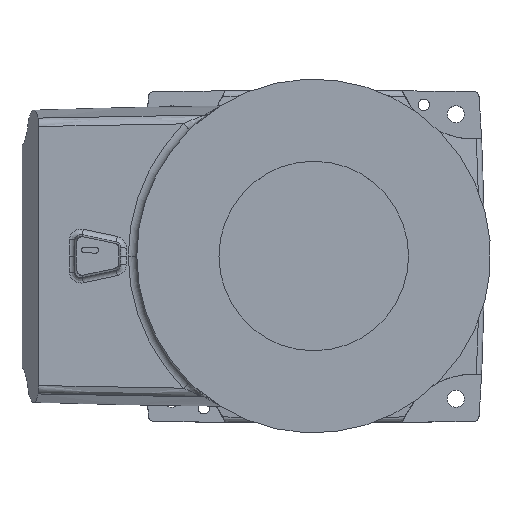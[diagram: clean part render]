
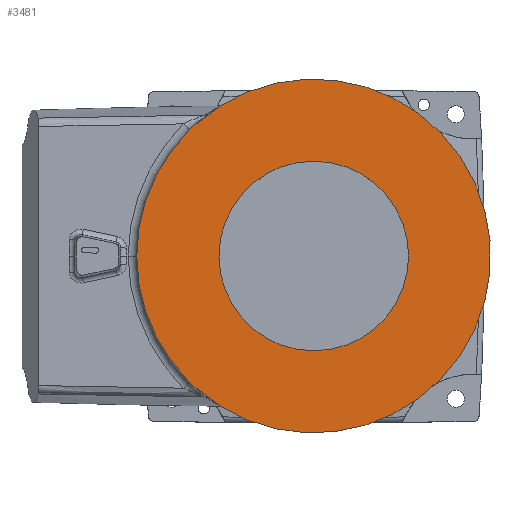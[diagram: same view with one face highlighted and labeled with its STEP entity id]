
A CAD part, top view. The second image highlights one B-rep face of the part: STEP entity #3481.
In plain terms, the highlighted planar face has unit normal (0, 0, 1).
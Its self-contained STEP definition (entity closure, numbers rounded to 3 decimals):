
#154 = EDGE_CURVE ( 'NONE', #7531, #4395, #8355, .T. ) ;
#266 = DIRECTION ( 'NONE',  ( 1., 0., 0. ) ) ;
#271 = DIRECTION ( 'NONE',  ( 1., 0., 0. ) ) ;
#449 = DIRECTION ( 'NONE',  ( 0., 0., 1. ) ) ;
#717 = CARTESIAN_POINT ( 'NONE',  ( -62.089, -69.636, 184. ) ) ;
#728 = AXIS2_PLACEMENT_3D ( 'NONE', #3679, #5718, #271 ) ;
#798 = CARTESIAN_POINT ( 'NONE',  ( 60., 0., 184. ) ) ;
#924 = CARTESIAN_POINT ( 'NONE',  ( -65.487, 66.508, 184. ) ) ;
#946 = CARTESIAN_POINT ( 'NONE',  ( -64.215, 67.717, 184. ) ) ;
#1072 = VERTEX_POINT ( 'NONE', #2630 ) ;
#1377 = DIRECTION ( 'NONE',  ( 0., 0., -1. ) ) ;
#1450 = DIRECTION ( 'NONE',  ( -1., 0., 0. ) ) ;
#1978 = CARTESIAN_POINT ( 'NONE',  ( 0., 0., 184. ) ) ;
#2229 = EDGE_CURVE ( 'NONE', #6463, #6559, #11593, .T. ) ;
#2321 = VERTEX_POINT ( 'NONE', #924 ) ;
#2348 = CARTESIAN_POINT ( 'NONE',  ( 0., 0., 184. ) ) ;
#2376 = EDGE_CURVE ( 'NONE', #2321, #7531, #9524, .T. ) ;
#2447 = AXIS2_PLACEMENT_3D ( 'NONE', #1978, #7570, #266 ) ;
#2458 = B_SPLINE_CURVE_WITH_KNOTS ( 'NONE', 3,
 ( #11592, #10818, #9865, #717 ),
 .UNSPECIFIED., .F., .F.,
 ( 4, 4 ),
 ( 0., 1. ),
 .UNSPECIFIED. ) ;
#2630 = CARTESIAN_POINT ( 'NONE',  ( 50., 0., 184. ) ) ;
#2860 = CARTESIAN_POINT ( 'NONE',  ( -64.362, 67.581, 184. ) ) ;
#2870 = EDGE_CURVE ( 'NONE', #4395, #6559, #2458, .T. ) ;
#3039 = CIRCLE ( 'NONE', #2447, 50. ) ;
#3170 = CARTESIAN_POINT ( 'NONE',  ( 0., 0., 184. ) ) ;
#3274 = EDGE_CURVE ( 'NONE', #6463, #2321, #8877, .T. ) ;
#3481 = ADVANCED_FACE ( 'NONE', ( #11670, #4513 ), #9831, .T. ) ;
#3679 = CARTESIAN_POINT ( 'NONE',  ( 0., 0., 184. ) ) ;
#3799 = AXIS2_PLACEMENT_3D ( 'NONE', #798, #9051, #10839 ) ;
#3892 = EDGE_LOOP ( 'NONE', ( #10430, #10553, #9196, #5560, #7891 ) ) ;
#4395 = VERTEX_POINT ( 'NONE', #8907 ) ;
#4513 = FACE_OUTER_BOUND ( 'NONE', #3892, .T. ) ;
#4544 = CARTESIAN_POINT ( 'NONE',  ( -64.383, 67.562, 184. ) ) ;
#5020 = CARTESIAN_POINT ( 'NONE',  ( -62.089, 69.636, 184. ) ) ;
#5162 = CARTESIAN_POINT ( 'NONE',  ( -50., 0., 184. ) ) ;
#5387 = CARTESIAN_POINT ( 'NONE',  ( -64.335, 67.606, 184. ) ) ;
#5560 = ORIENTED_EDGE ( 'NONE', *, *, #2870, .T. ) ;
#5690 = DIRECTION ( 'NONE',  ( 1., 0., 0. ) ) ;
#5718 = DIRECTION ( 'NONE',  ( 0., 0., -1. ) ) ;
#6390 = CARTESIAN_POINT ( 'NONE',  ( -63.668, 68.22, 184. ) ) ;
#6453 = AXIS2_PLACEMENT_3D ( 'NONE', #3170, #1377, #5690 ) ;
#6463 = VERTEX_POINT ( 'NONE', #5020 ) ;
#6513 = CARTESIAN_POINT ( 'NONE',  ( -64.373, 67.571, 184. ) ) ;
#6559 = VERTEX_POINT ( 'NONE', #11788 ) ;
#6583 = EDGE_CURVE ( 'NONE', #1072, #11734, #3039, .T. ) ;
#6618 = CIRCLE ( 'NONE', #6453, 50. ) ;
#7300 = CARTESIAN_POINT ( 'NONE',  ( -64.37, 67.573, 184. ) ) ;
#7360 = CARTESIAN_POINT ( 'NONE',  ( -93.337, 0., 184. ) ) ;
#7531 = VERTEX_POINT ( 'NONE', #7360 ) ;
#7570 = DIRECTION ( 'NONE',  ( 0., 0., -1. ) ) ;
#7891 = ORIENTED_EDGE ( 'NONE', *, *, #2229, .F. ) ;
#8089 = DIRECTION ( 'NONE',  ( -1., 0., 0. ) ) ;
#8147 = CARTESIAN_POINT ( 'NONE',  ( 0., 0., 184. ) ) ;
#8163 = ORIENTED_EDGE ( 'NONE', *, *, #9820, .T. ) ;
#8259 = CARTESIAN_POINT ( 'NONE',  ( -62.089, 69.636, 184. ) ) ;
#8314 = CARTESIAN_POINT ( 'NONE',  ( -64.406, 67.54, 184. ) ) ;
#8355 = CIRCLE ( 'NONE', #10823, 93.337 ) ;
#8588 = AXIS2_PLACEMENT_3D ( 'NONE', #2348, #449, #1450 ) ;
#8877 = B_SPLINE_CURVE_WITH_KNOTS ( 'NONE', 3,
 ( #8259, #11813, #6390, #946, #5387, #2860, #7300, #6513, #4544, #8314, #11042, #9980, #9079, #9141 ),
 .UNSPECIFIED., .F., .F.,
 ( 4, 1, 1, 1, 2, 2, 1, 1, 1, 4 ),
 ( 0., 0.5, 0.625, 0.656, 0.664, 0.668, 0.672, 0.687, 0.75, 1. ),
 .UNSPECIFIED. ) ;
#8907 = CARTESIAN_POINT ( 'NONE',  ( -65.487, -66.508, 184. ) ) ;
#9036 = DIRECTION ( 'NONE',  ( 0., 0., 1. ) ) ;
#9051 = DIRECTION ( 'NONE',  ( 0., 0., 1. ) ) ;
#9079 = CARTESIAN_POINT ( 'NONE',  ( -65.232, 66.759, 184. ) ) ;
#9141 = CARTESIAN_POINT ( 'NONE',  ( -65.487, 66.508, 184. ) ) ;
#9196 = ORIENTED_EDGE ( 'NONE', *, *, #154, .T. ) ;
#9227 = EDGE_LOOP ( 'NONE', ( #8163, #10390 ) ) ;
#9524 = CIRCLE ( 'NONE', #8588, 93.337 ) ;
#9820 = EDGE_CURVE ( 'NONE', #11734, #1072, #6618, .T. ) ;
#9831 = PLANE ( 'NONE',  #3799 ) ;
#9865 = CARTESIAN_POINT ( 'NONE',  ( -63.65, -68.243, 184. ) ) ;
#9980 = CARTESIAN_POINT ( 'NONE',  ( -64.891, 67.086, 184. ) ) ;
#10390 = ORIENTED_EDGE ( 'NONE', *, *, #6583, .T. ) ;
#10430 = ORIENTED_EDGE ( 'NONE', *, *, #3274, .T. ) ;
#10553 = ORIENTED_EDGE ( 'NONE', *, *, #2376, .T. ) ;
#10818 = CARTESIAN_POINT ( 'NONE',  ( -64.783, -67.201, 184. ) ) ;
#10823 = AXIS2_PLACEMENT_3D ( 'NONE', #8147, #9036, #8089 ) ;
#10839 = DIRECTION ( 'NONE',  ( 1., 0., 0. ) ) ;
#11042 = CARTESIAN_POINT ( 'NONE',  ( -64.505, 67.449, 184. ) ) ;
#11592 = CARTESIAN_POINT ( 'NONE',  ( -65.487, -66.508, 184. ) ) ;
#11593 = CIRCLE ( 'NONE', #728, 93.296 ) ;
#11670 = FACE_BOUND ( 'NONE', #9227, .T. ) ;
#11734 = VERTEX_POINT ( 'NONE', #5162 ) ;
#11788 = CARTESIAN_POINT ( 'NONE',  ( -62.089, -69.636, 184. ) ) ;
#11813 = CARTESIAN_POINT ( 'NONE',  ( -62.883, 68.926, 184. ) ) ;
